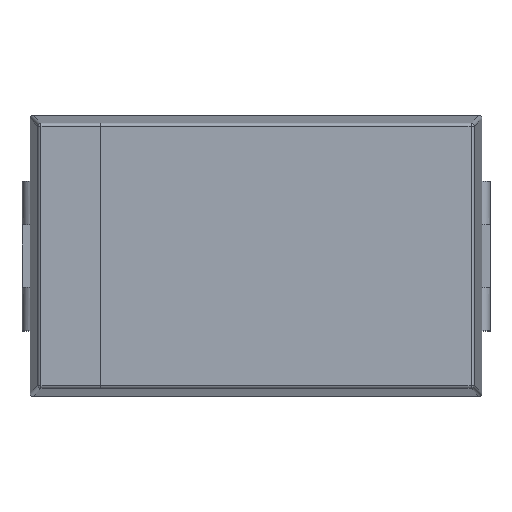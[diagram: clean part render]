
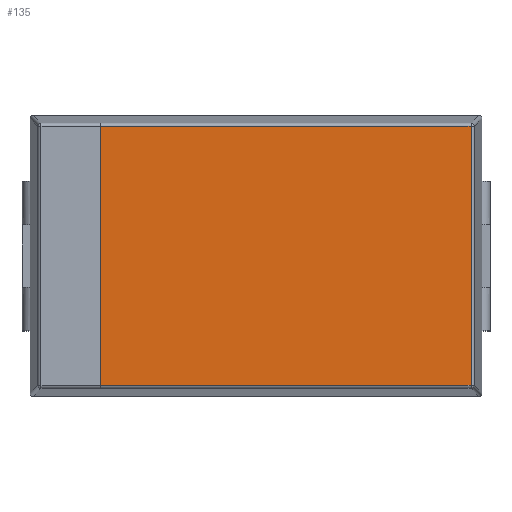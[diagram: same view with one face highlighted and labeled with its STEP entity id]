
A CAD part, top view. The second image highlights one B-rep face of the part: STEP entity #135.
In plain terms, the highlighted planar face has unit normal (0, 0, 1).
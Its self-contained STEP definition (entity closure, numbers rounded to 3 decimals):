
#135=ADVANCED_FACE('',(#959),#961,.T.);
#959=FACE_BOUND('',#960,.T.);
#960=EDGE_LOOP('',(#1755,#1756,#1757,#1758));
#961=PLANE('',#962);
#962=AXIS2_PLACEMENT_3D('',#963,#964,#965);
#963=CARTESIAN_POINT('',(0.,0.,3.1));
#964=DIRECTION('',(0.,0.,1.));
#965=DIRECTION('',(1.,0.,0.));
#1755=ORIENTED_EDGE('',*,*,#2180,.T.);
#1756=ORIENTED_EDGE('',*,*,#2196,.T.);
#1757=ORIENTED_EDGE('',*,*,#2188,.T.);
#1758=ORIENTED_EDGE('',*,*,#2197,.T.);
#2180=EDGE_CURVE('',#2404,#2409,#2411,.T.);
#2188=EDGE_CURVE('',#2425,#2417,#2426,.T.);
#2196=EDGE_CURVE('',#2409,#2425,#2438,.T.);
#2197=EDGE_CURVE('',#2417,#2404,#2439,.T.);
#2404=VERTEX_POINT('',#2779);
#2409=VERTEX_POINT('',#2789);
#2411=LINE('',#2794,#2795);
#2417=VERTEX_POINT('',#2809);
#2425=VERTEX_POINT('',#2827);
#2426=LINE('',#2828,#2829);
#2438=LINE('',#2859,#2860);
#2439=LINE('',#2862,#2863);
#2779=CARTESIAN_POINT('',(-2.494,-2.076,3.1));
#2789=CARTESIAN_POINT('',(3.446,-2.076,3.1));
#2794=CARTESIAN_POINT('',(-2.494,-2.076,3.1));
#2795=VECTOR('',#2796,1.);
#2796=DIRECTION('',(1.,0.,0.));
#2809=CARTESIAN_POINT('',(-2.494,2.076,3.1));
#2827=CARTESIAN_POINT('',(3.446,2.076,3.1));
#2828=CARTESIAN_POINT('',(3.446,2.076,3.1));
#2829=VECTOR('',#2830,1.);
#2830=DIRECTION('',(-1.,0.,0.));
#2859=CARTESIAN_POINT('',(3.446,-2.076,3.1));
#2860=VECTOR('',#2861,1.);
#2861=DIRECTION('',(0.,1.,0.));
#2862=CARTESIAN_POINT('',(-2.494,2.076,3.1));
#2863=VECTOR('',#2864,1.);
#2864=DIRECTION('',(0.,-1.,0.));
